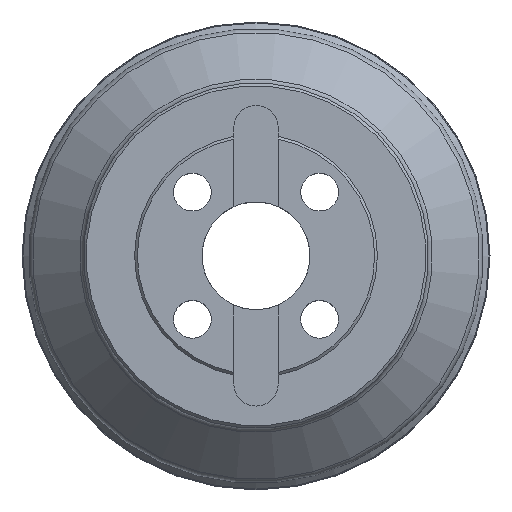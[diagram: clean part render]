
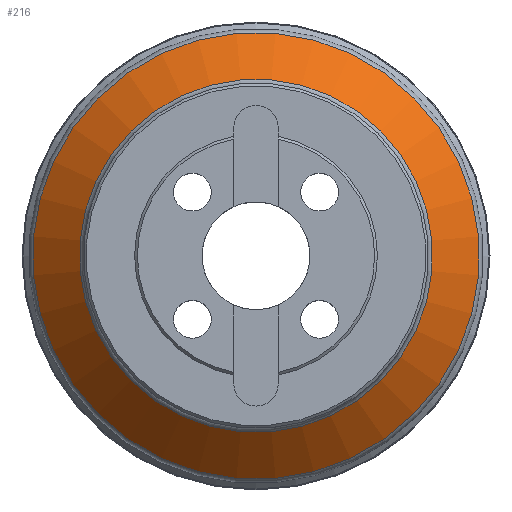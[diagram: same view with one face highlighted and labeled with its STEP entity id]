
A CAD part, top view. The second image highlights one B-rep face of the part: STEP entity #216.
In plain terms, the highlighted conical face has half-angle 45 degrees and reference radius 64 mm.
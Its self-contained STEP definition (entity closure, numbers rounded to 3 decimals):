
#177=CONICAL_SURFACE('',#1122,64.,45.);
#216=ADVANCED_FACE('',(#361,#362),#177,.T.);
#361=FACE_BOUND('',#477,.T.);
#362=FACE_BOUND('',#478,.T.);
#477=EDGE_LOOP('',(#644));
#478=EDGE_LOOP('',(#645));
#644=ORIENTED_EDGE('',*,*,#938,.T.);
#645=ORIENTED_EDGE('',*,*,#939,.T.);
#838=VERTEX_POINT('',#1788);
#839=VERTEX_POINT('',#1790);
#938=EDGE_CURVE('',#838,#838,#1026,.T.);
#939=EDGE_CURVE('',#839,#839,#1027,.T.);
#1026=CIRCLE('',#1120,82.836);
#1027=CIRCLE('',#1121,65.464);
#1120=AXIS2_PLACEMENT_3D('',#1787,#1354,#1355);
#1121=AXIS2_PLACEMENT_3D('',#1789,#1356,#1357);
#1122=AXIS2_PLACEMENT_3D('',#1791,#1358,#1359);
#1354=DIRECTION('',(0.,0.,1.));
#1355=DIRECTION('',(0.087,-0.996,0.));
#1356=DIRECTION('',(0.,0.,-1.));
#1357=DIRECTION('',(-0.087,0.996,0.));
#1358=DIRECTION('',(0.,0.,-1.));
#1359=DIRECTION('',(-0.087,0.996,0.));
#1787=CARTESIAN_POINT('',(0.,0.,-38.836));
#1788=CARTESIAN_POINT('',(7.22,-82.52,-38.836));
#1789=CARTESIAN_POINT('',(0.,0.,-21.464));
#1790=CARTESIAN_POINT('',(-5.706,65.215,-21.464));
#1791=CARTESIAN_POINT('',(0.,0.,-20.));
